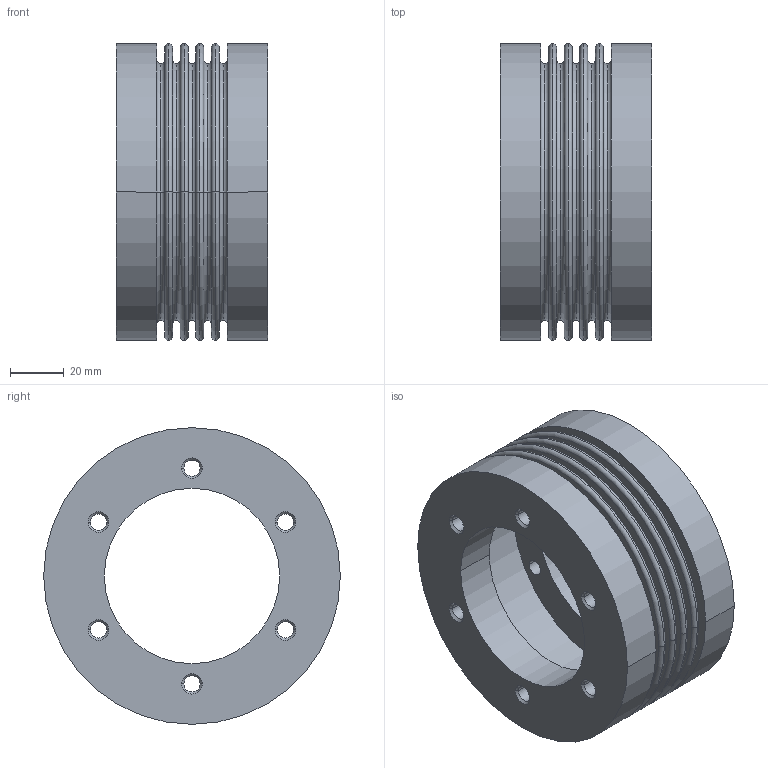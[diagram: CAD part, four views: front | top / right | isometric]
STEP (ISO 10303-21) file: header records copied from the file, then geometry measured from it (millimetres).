
FILE_DESCRIPTION(('STEP AP214'),'1');
FILE_NAME('cctmp_086A6F75-FB72-43AF-9420-18EB82173E08_2023_06_06_15_20_29_0461..stp','2023-06-06T13:20:29',('R+W Antriebselemente GmbH'),('CADClick - www.CADClick.com'),'Spatial InterOp 3D',' ','unknown authorization');
FILE_SCHEMA(('AUTOMOTIVE_DESIGN'));
Length unit declared in the file: millimetre
Products named in the file (1): BK1/300/56/65/65
Bounding box: 56 x 110 x 110 mm (x, y, z)
Volume: 220101.8 mm3; surface area: 74384.9 mm2
Topology: 1 solids, 1 shells, 108 faces, 240 edges, 146 vertices
Faces by surface type: torus 36, cylinder 34, cone 24, plane 14
Entity records: 4422 total; most frequent: DIRECTION 640, CARTESIAN_POINT 495, ORIENTED_EDGE 480, AXIS2_PLACEMENT_3D 291, EDGE_CURVE 240, PRESENTATION_STYLE_ASSIGNMENT 217, COLOUR_RGB 217, CIRCLE 182
